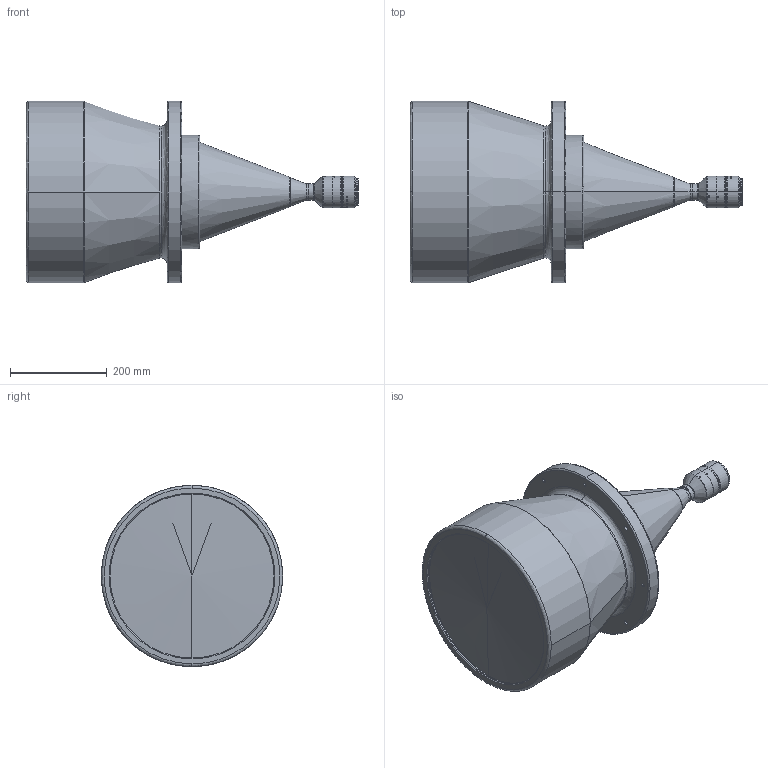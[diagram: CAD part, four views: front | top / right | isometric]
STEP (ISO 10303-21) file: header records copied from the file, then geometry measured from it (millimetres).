
FILE_DESCRIPTION (( 'STEP AP203' ), '1' );
FILE_NAME ('DTCM430H-300-M58-AL.STEP', '2023-05-05T06:04:34', ( '' ), ( '' ), 'SwSTEP 2.0', 'SolidWorks 2017', '' );
FILE_SCHEMA (( 'CONFIG_CONTROL_DESIGN' ));
Length unit declared in the file: millimetre
Products named in the file (1): DTCM430H-300-M58-AL
Bounding box: 688.1 x 376 x 376 mm (x, y, z)
Volume: 34860178.2 mm3; surface area: 752538.9 mm2
Topology: 1 solids, 5 shells, 171 faces, 403 edges, 258 vertices
Faces by surface type: cylinder 90, cone 38, plane 25, bspline 18
Entity records: 6435 total; most frequent: CARTESIAN_POINT 2492, DIRECTION 814, ORIENTED_EDGE 798, EDGE_CURVE 399, AXIS2_PLACEMENT_3D 342, VERTEX_POINT 258, EDGE_LOOP 207, CIRCLE 188
